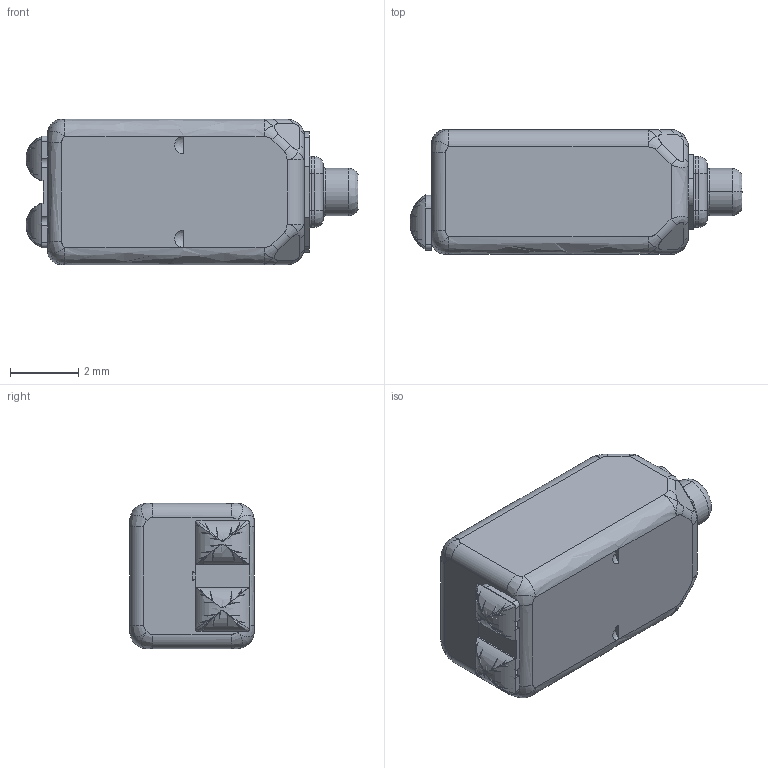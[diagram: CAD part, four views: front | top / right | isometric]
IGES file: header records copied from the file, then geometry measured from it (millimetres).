
Start section:  PTC IGES file: ec-27401-000_sw.igs
Global section: file name: ec-27401-000_sw.igs; native system: Pro/ENGINEER by Parametric Technology Corporation; preprocessor: 2005070; author: MMason; organization: Unknown; date: 060713.110731; units: inch
Bounding box: 9.76 x 3.66 x 4.27 mm (x, y, z)
Surface area: 287.8 mm2 (no closed solid volume)
Topology: 0 solids, 0 shells, 308 faces, 1496 edges, 1486 vertices
Faces by surface type: revolution 161, bspline 147
